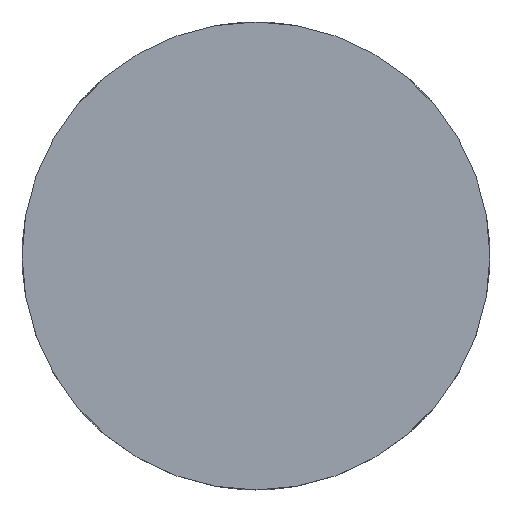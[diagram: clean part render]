
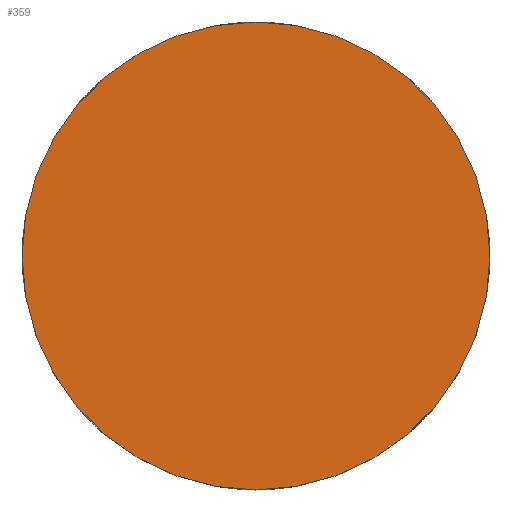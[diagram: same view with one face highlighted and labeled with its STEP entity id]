
A CAD part, top view. The second image highlights one B-rep face of the part: STEP entity #359.
In plain terms, the highlighted planar face has unit normal (0, 0, 1).
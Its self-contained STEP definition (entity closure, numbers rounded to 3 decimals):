
#14 = AXIS2_PLACEMENT_3D ( 'NONE', #291, #571, #662 ) ;
#45 = CARTESIAN_POINT ( 'NONE',  ( 38., 0., 10. ) ) ;
#291 = CARTESIAN_POINT ( 'NONE',  ( 0., 0., 10. ) ) ;
#359 = ADVANCED_FACE ( 'NONE', ( #916 ), #821, .T. ) ;
#374 = DIRECTION ( 'NONE',  ( 1., 0., 0. ) ) ;
#422 = CARTESIAN_POINT ( 'NONE',  ( 0., 0., 10. ) ) ;
#481 = VERTEX_POINT ( 'NONE', #1192 ) ;
#509 = EDGE_CURVE ( 'NONE', #481, #981, #1000, .T. ) ;
#526 = EDGE_CURVE ( 'NONE', #981, #481, #707, .T. ) ;
#534 = ORIENTED_EDGE ( 'NONE', *, *, #509, .T. ) ;
#571 = DIRECTION ( 'NONE',  ( 0., 0., 1. ) ) ;
#662 = DIRECTION ( 'NONE',  ( 1., 0., 0. ) ) ;
#669 = CARTESIAN_POINT ( 'NONE',  ( 0., 0., 10. ) ) ;
#707 = CIRCLE ( 'NONE', #772, 38. ) ;
#724 = DIRECTION ( 'NONE',  ( 1., 0., 0. ) ) ;
#766 = DIRECTION ( 'NONE',  ( 0., 0., 1. ) ) ;
#772 = AXIS2_PLACEMENT_3D ( 'NONE', #669, #766, #374 ) ;
#813 = DIRECTION ( 'NONE',  ( 0., 0., 1. ) ) ;
#821 = PLANE ( 'NONE',  #830 ) ;
#823 = EDGE_LOOP ( 'NONE', ( #534, #1217 ) ) ;
#830 = AXIS2_PLACEMENT_3D ( 'NONE', #422, #813, #724 ) ;
#916 = FACE_OUTER_BOUND ( 'NONE', #823, .T. ) ;
#981 = VERTEX_POINT ( 'NONE', #45 ) ;
#1000 = CIRCLE ( 'NONE', #14, 38. ) ;
#1192 = CARTESIAN_POINT ( 'NONE',  ( -38., 0., 10. ) ) ;
#1217 = ORIENTED_EDGE ( 'NONE', *, *, #526, .T. ) ;
